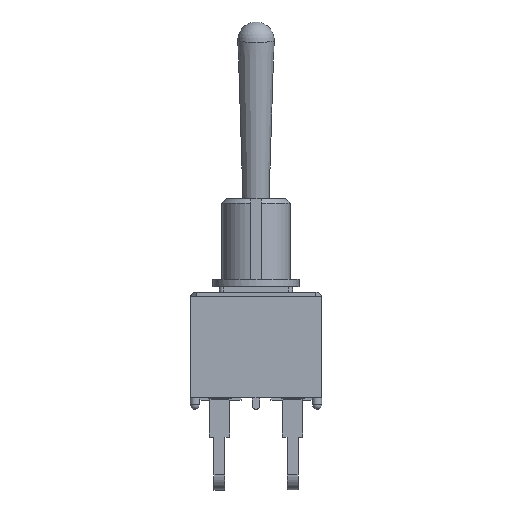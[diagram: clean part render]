
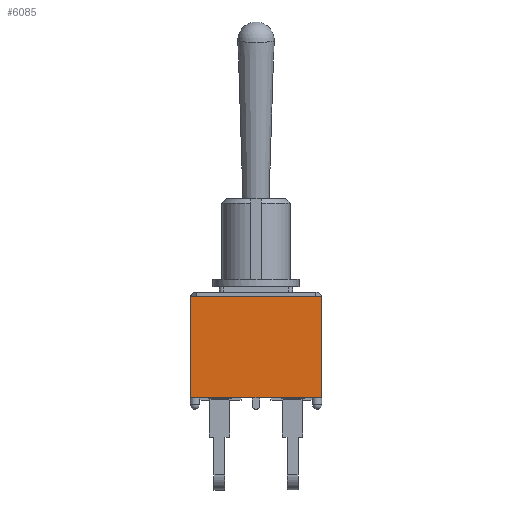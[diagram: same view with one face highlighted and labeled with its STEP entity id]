
A CAD part, left-side view. The second image highlights one B-rep face of the part: STEP entity #6085.
In plain terms, the highlighted planar face has unit normal (-1, 0, 0).
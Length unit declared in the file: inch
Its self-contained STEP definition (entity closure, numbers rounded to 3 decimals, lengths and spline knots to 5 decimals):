
#402=PLANE('',#6499);
#912=LINE('',#10289,#1613);
#1016=LINE('',#10497,#1717);
#1045=LINE('',#10599,#1746);
#1046=LINE('',#10602,#1747);
#1056=LINE('',#10617,#1757);
#1088=LINE('',#10677,#1789);
#1098=LINE('',#10696,#1799);
#1100=LINE('',#10702,#1801);
#1613=VECTOR('',#7555,0.3937);
#1717=VECTOR('',#7749,0.3937);
#1746=VECTOR('',#7856,0.3937);
#1747=VECTOR('',#7859,0.3937);
#1757=VECTOR('',#7873,0.3937);
#1789=VECTOR('',#7935,0.3937);
#1799=VECTOR('',#7957,0.3937);
#1801=VECTOR('',#7967,0.3937);
#2121=FACE_OUTER_BOUND('',#2443,.T.);
#2443=EDGE_LOOP('',(#5737,#5738,#5739,#5740,#5741,#5742,#5743,#5744));
#2981=VERTEX_POINT('',#10218);
#3007=VERTEX_POINT('',#10281);
#3067=VERTEX_POINT('',#10495);
#3089=VERTEX_POINT('',#10563);
#3098=VERTEX_POINT('',#10587);
#3101=VERTEX_POINT('',#10597);
#3102=VERTEX_POINT('',#10601);
#3118=VERTEX_POINT('',#10675);
#3791=EDGE_CURVE('',#3007,#2981,#912,.T.);
#3895=EDGE_CURVE('',#2981,#3067,#1016,.T.);
#3944=EDGE_CURVE('',#3101,#3089,#1045,.T.);
#3945=EDGE_CURVE('',#3098,#3102,#1046,.T.);
#3955=EDGE_CURVE('',#3089,#3098,#1056,.T.);
#3987=EDGE_CURVE('',#3101,#3118,#1088,.T.);
#3997=EDGE_CURVE('',#3118,#3007,#1098,.T.);
#3999=EDGE_CURVE('',#3102,#3067,#1100,.T.);
#5737=ORIENTED_EDGE('',*,*,#3997,.T.);
#5738=ORIENTED_EDGE('',*,*,#3791,.T.);
#5739=ORIENTED_EDGE('',*,*,#3895,.T.);
#5740=ORIENTED_EDGE('',*,*,#3999,.F.);
#5741=ORIENTED_EDGE('',*,*,#3945,.F.);
#5742=ORIENTED_EDGE('',*,*,#3955,.F.);
#5743=ORIENTED_EDGE('',*,*,#3944,.F.);
#5744=ORIENTED_EDGE('',*,*,#3987,.T.);
#6085=ADVANCED_FACE('',(#2121),#402,.T.);
#6499=AXIS2_PLACEMENT_3D('',#10701,#7965,#7966);
#7555=DIRECTION('',(0.,1.,0.));
#7749=DIRECTION('',(0.,1.,0.));
#7856=DIRECTION('',(0.,1.,0.));
#7859=DIRECTION('',(0.,1.,0.));
#7873=DIRECTION('',(0.,1.,0.));
#7935=DIRECTION('',(0.,0.,1.));
#7957=DIRECTION('',(0.,1.,0.));
#7965=DIRECTION('center_axis',(-1.,0.,0.));
#7966=DIRECTION('ref_axis',(0.,0.,1.));
#7967=DIRECTION('',(0.,0.,1.));
#10218=CARTESIAN_POINT('',(-0.16004,0.16378,0.27756));
#10281=CARTESIAN_POINT('',(-0.16004,-0.16378,0.27756));
#10289=CARTESIAN_POINT('',(-0.16004,-0.17992,0.27756));
#10495=CARTESIAN_POINT('',(-0.16004,0.17992,0.27756));
#10497=CARTESIAN_POINT('',(-0.16004,-0.17992,0.27756));
#10563=CARTESIAN_POINT('',(-0.16004,-0.16713,0.));
#10587=CARTESIAN_POINT('',(-0.16004,0.16713,0.));
#10597=CARTESIAN_POINT('',(-0.16004,-0.17992,0.));
#10599=CARTESIAN_POINT('',(-0.16004,-0.17992,0.));
#10601=CARTESIAN_POINT('',(-0.16004,0.17992,0.));
#10602=CARTESIAN_POINT('',(-0.16004,-0.17992,0.));
#10617=CARTESIAN_POINT('',(-0.16004,-0.17992,0.));
#10675=CARTESIAN_POINT('',(-0.16004,-0.17992,0.27756));
#10677=CARTESIAN_POINT('',(-0.16004,-0.17992,0.));
#10696=CARTESIAN_POINT('',(-0.16004,-0.17992,0.27756));
#10701=CARTESIAN_POINT('Origin',(-0.16004,-0.17992,0.));
#10702=CARTESIAN_POINT('',(-0.16004,0.17992,0.));
